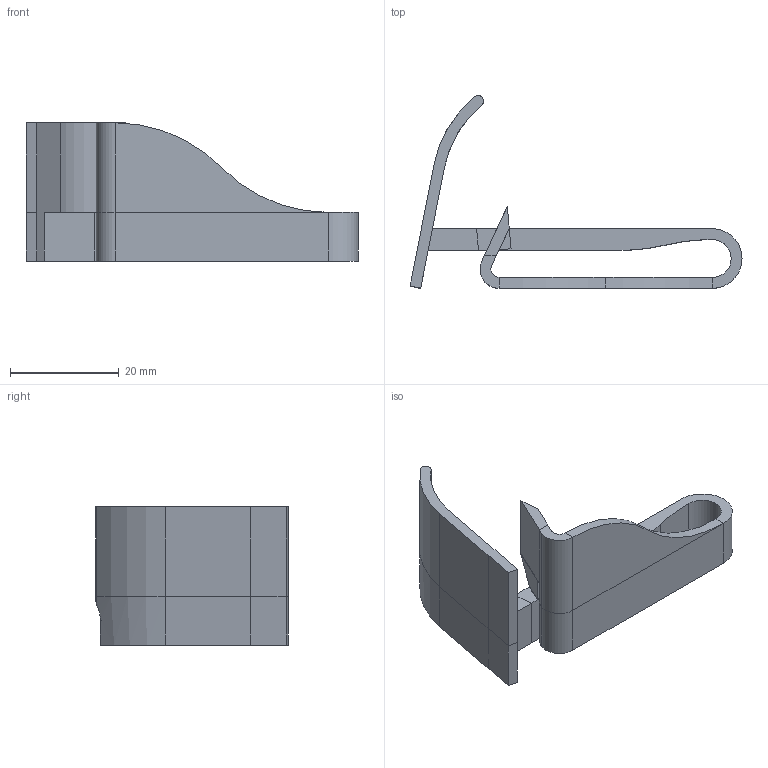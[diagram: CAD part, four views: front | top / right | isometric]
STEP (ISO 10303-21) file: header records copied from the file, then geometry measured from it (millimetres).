
FILE_DESCRIPTION(('FreeCAD Model'),'2;1');
FILE_NAME('Open CASCADE Shape Model','2025-08-15T18:30:54',(''),(''), 'Open CASCADE STEP processor 7.8','FreeCAD','Unknown');
FILE_SCHEMA(('AUTOMOTIVE_DESIGN { 1 0 10303 214 1 1 1 1 }'));
Length unit declared in the file: millimetre
Products named in the file (1): Deflector_long
Bounding box: 61.18 x 35.5 x 25.5 mm (x, y, z)
Volume: 5659.2 mm3; surface area: 6049.8 mm2
Topology: 1 solids, 1 shells, 66 faces, 163 edges, 99 vertices
Faces by surface type: plane 46, cylinder 20
Full cylindrical faces by diameter (mm): 4.5 x2
Entity records: 4294 total; most frequent: CARTESIAN_POINT 999, DIRECTION 611, LINE 409, VECTOR 409, ORIENTED_EDGE 326, PCURVE 326, DEFINITIONAL_REPRESENTATION 326, EDGE_CURVE 163
